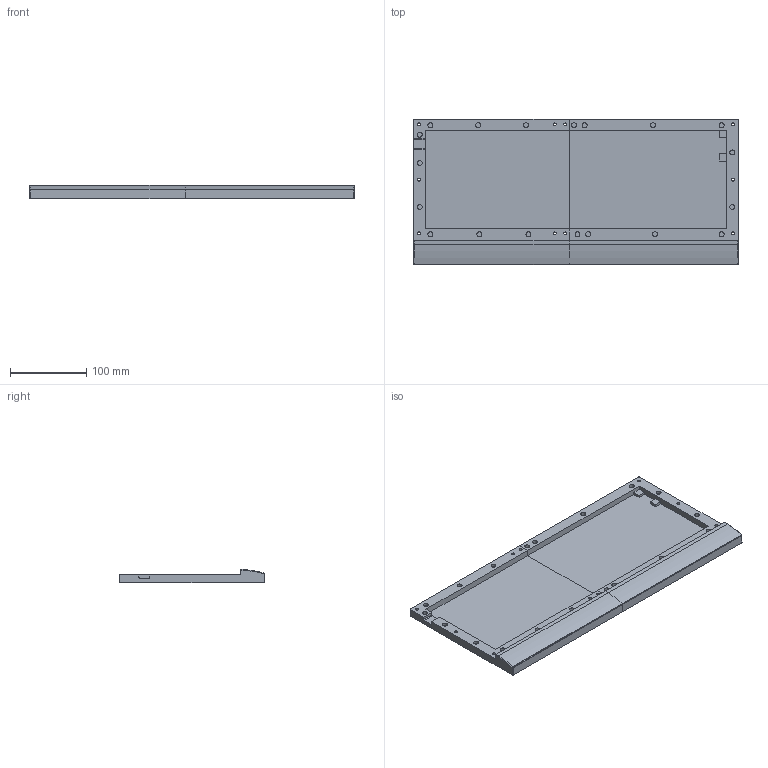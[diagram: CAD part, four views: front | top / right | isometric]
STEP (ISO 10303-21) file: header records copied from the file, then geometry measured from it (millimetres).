
FILE_DESCRIPTION(/* description */ (''),/* implementation_level */ '2;1');
FILE_NAME(/* name */ 'bottom case - board v45.step',/* time_stamp */ '2025-05-30T21:10:31-07:00',/* author */ (''),/* organization */ (''),/* preprocessor_version */ 'ST-DEVELOPER v20.1',/* originating_system */ 'Autodesk Translation Framework v14.4.0.0',/* authorisation */ '');
FILE_SCHEMA (('AUTOMOTIVE_DESIGN { 1 0 10303 214 3 1 1 }'));
Length unit declared in the file: millimetre
Products named in the file (1): bottom case - board
Bounding box: 426 x 191.2 x 17.57 mm (x, y, z)
Volume: 486994 mm3; surface area: 195826.2 mm2
Topology: 2 solids, 2 shells, 143 faces, 296 edges, 190 vertices
Faces by surface type: plane 72, cylinder 63, bspline 4, torus 4
Full cylindrical faces by diameter (mm): 4 x10, 4.45 x10, 4.9 x2, 5.2 x4, 5.5 x2, 6.5 x19
Entity records: 4051 total; most frequent: CARTESIAN_POINT 844, DIRECTION 692, ORIENTED_EDGE 584, EDGE_CURVE 292, AXIS2_PLACEMENT_3D 268, EDGE_LOOP 200, VERTEX_POINT 190, LINE 156
